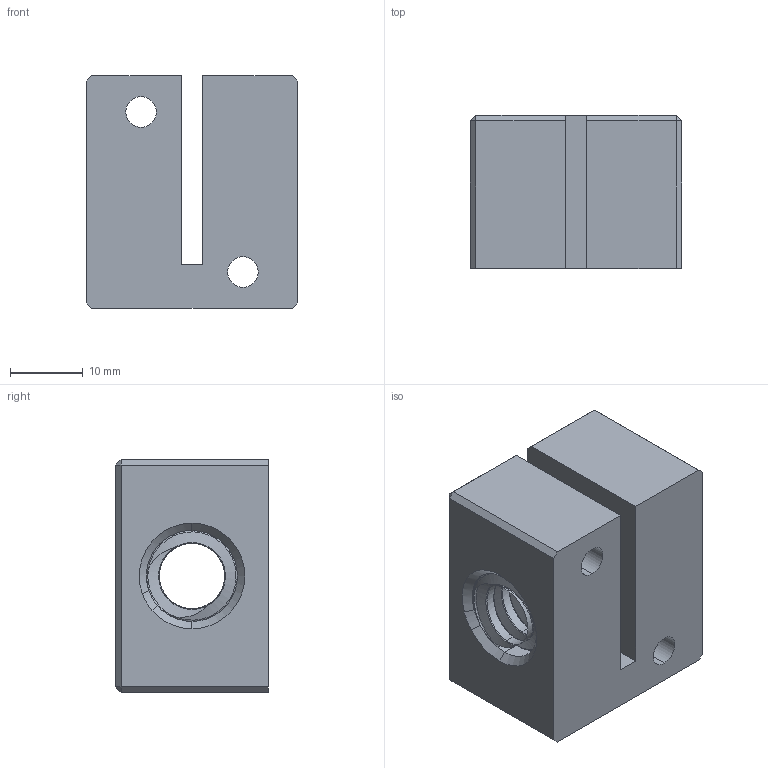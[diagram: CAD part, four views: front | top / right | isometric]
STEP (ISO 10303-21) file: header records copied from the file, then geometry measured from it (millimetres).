
FILE_DESCRIPTION (( 'STEP AP203' ), '1' );
FILE_NAME ('Ecrou trapezoidal FRAISEUSE STEP-FOUR 1000.STEP', '2024-07-31T15:16:43', ( '' ), ( '' ), 'SwSTEP 2.0', 'SolidWorks 2012', '' );
FILE_SCHEMA (( 'CONFIG_CONTROL_DESIGN' ));
Length unit declared in the file: millimetre
Products named in the file (1): Ecrou trapezoidal FRAISEUSE STEP-FOUR 1000
Bounding box: 29 x 21 x 32 mm (x, y, z)
Volume: 14543.9 mm3; surface area: 7191 mm2
Topology: 1 solids, 1 shells, 136 faces, 373 edges, 239 vertices
Faces by surface type: cylinder 81, plane 27, bspline 18, cone 10
Entity records: 18326 total; most frequent: CARTESIAN_POINT 15319, ORIENTED_EDGE 746, DIRECTION 461, EDGE_CURVE 373, VERTEX_POINT 239, AXIS2_PLACEMENT_3D 161, EDGE_LOOP 146, VECTOR 139
